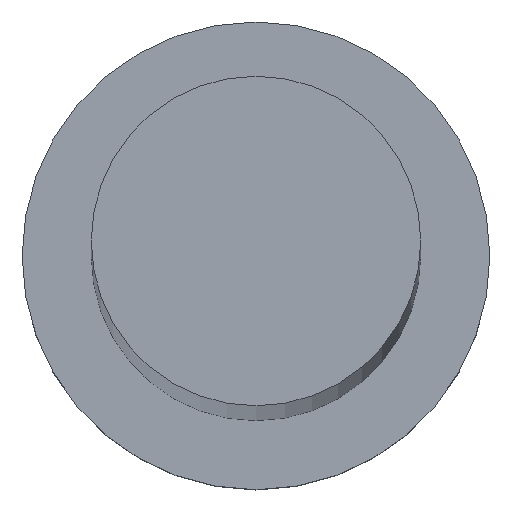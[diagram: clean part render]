
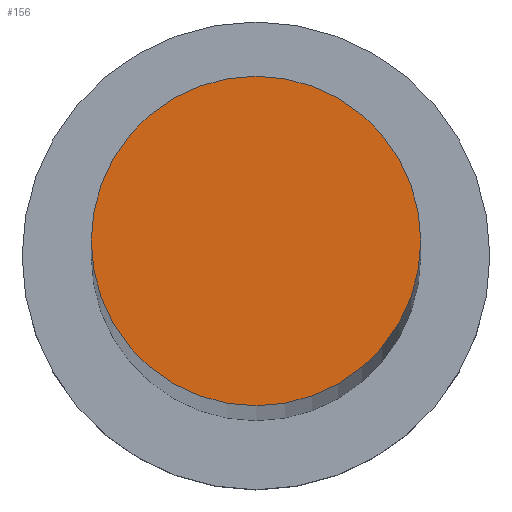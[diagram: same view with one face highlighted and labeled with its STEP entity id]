
A CAD part, top view. The second image highlights one B-rep face of the part: STEP entity #156.
In plain terms, the highlighted planar face has unit normal (0, 0, 1).
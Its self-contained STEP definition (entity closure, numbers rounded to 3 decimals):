
#6 = DIRECTION ( 'NONE',  ( 0., 0., 1. ) ) ;
#17 = DIRECTION ( 'NONE',  ( 1., 0., 0. ) ) ;
#29 = ORIENTED_EDGE ( 'NONE', *, *, #194, .T. ) ;
#30 = ORIENTED_EDGE ( 'NONE', *, *, #55, .T. ) ;
#37 = PLANE ( 'NONE',  #49 ) ;
#49 = AXIS2_PLACEMENT_3D ( 'NONE', #98, #120, #192 ) ;
#55 = EDGE_CURVE ( 'NONE', #229, #247, #248, .T. ) ;
#59 = EDGE_LOOP ( 'NONE', ( #30, #29 ) ) ;
#63 = FACE_OUTER_BOUND ( 'NONE', #59, .T. ) ;
#93 = DIRECTION ( 'NONE',  ( 1., 0., 0. ) ) ;
#98 = CARTESIAN_POINT ( 'NONE',  ( 0., 0., 407. ) ) ;
#108 = CARTESIAN_POINT ( 'NONE',  ( -7.75, 0., 407. ) ) ;
#120 = DIRECTION ( 'NONE',  ( 0., 0., 1. ) ) ;
#121 = CARTESIAN_POINT ( 'NONE',  ( 0., 0., 407. ) ) ;
#156 = ADVANCED_FACE ( 'NONE', ( #63 ), #37, .T. ) ;
#167 = CARTESIAN_POINT ( 'NONE',  ( 0., 0., 407. ) ) ;
#174 = AXIS2_PLACEMENT_3D ( 'NONE', #167, #6, #93 ) ;
#184 = CIRCLE ( 'NONE', #174, 7.75 ) ;
#192 = DIRECTION ( 'NONE',  ( 1., 0., 0. ) ) ;
#193 = DIRECTION ( 'NONE',  ( 0., 0., 1. ) ) ;
#194 = EDGE_CURVE ( 'NONE', #247, #229, #184, .T. ) ;
#197 = CARTESIAN_POINT ( 'NONE',  ( 7.75, 0., 407. ) ) ;
#207 = AXIS2_PLACEMENT_3D ( 'NONE', #121, #193, #17 ) ;
#229 = VERTEX_POINT ( 'NONE', #108 ) ;
#247 = VERTEX_POINT ( 'NONE', #197 ) ;
#248 = CIRCLE ( 'NONE', #207, 7.75 ) ;
